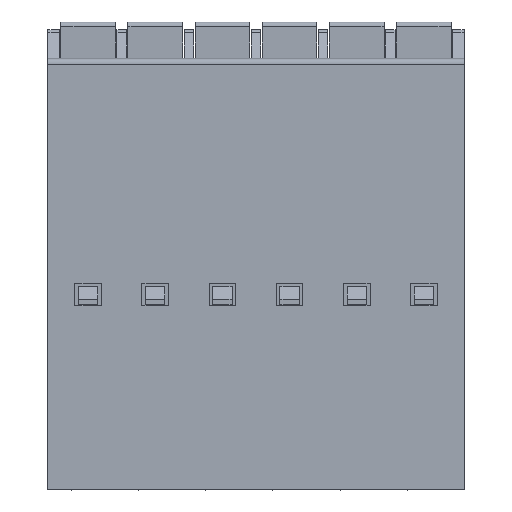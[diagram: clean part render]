
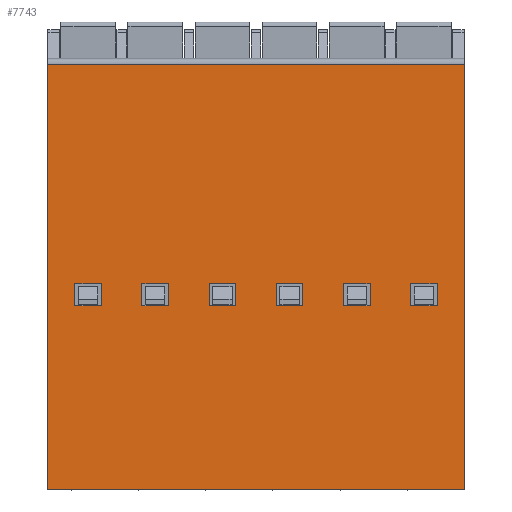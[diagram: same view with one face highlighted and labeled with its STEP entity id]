
A CAD part, front view. The second image highlights one B-rep face of the part: STEP entity #7743.
In plain terms, the highlighted planar face has unit normal (0, -1, 0).
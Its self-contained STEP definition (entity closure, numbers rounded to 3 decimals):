
#109=CARTESIAN_POINT('',(-0.7,-2.05,-12.9));
#110=VERTEX_POINT('',#109);
#117=CARTESIAN_POINT('',(0.7,-2.05,-12.9));
#118=VERTEX_POINT('',#117);
#119=CARTESIAN_POINT('',(0.7,-2.05,-12.9));
#120=DIRECTION('',(-1.,0.,0.));
#121=VECTOR('',#120,1.4);
#122=LINE('',#119,#121);
#123=EDGE_CURVE('',#118,#110,#122,.T.);
#141=CARTESIAN_POINT('',(0.7,-2.05,-11.75));
#142=VERTEX_POINT('',#141);
#143=CARTESIAN_POINT('',(0.7,-2.05,-11.75));
#144=DIRECTION('',(0.,0.,-1.));
#145=VECTOR('',#144,1.15);
#146=LINE('',#143,#145);
#147=EDGE_CURVE('',#142,#118,#146,.T.);
#165=CARTESIAN_POINT('',(-0.7,-2.05,-11.75));
#166=VERTEX_POINT('',#165);
#167=CARTESIAN_POINT('',(-0.7,-2.05,-11.75));
#168=DIRECTION('',(1.,0.,0.));
#169=VECTOR('',#168,1.4);
#170=LINE('',#167,#169);
#171=EDGE_CURVE('',#166,#142,#170,.T.);
#189=CARTESIAN_POINT('',(-0.7,-2.05,-12.9));
#190=DIRECTION('',(0.,0.,1.));
#191=VECTOR('',#190,1.15);
#192=LINE('',#189,#191);
#193=EDGE_CURVE('',#110,#166,#192,.T.);
#454=CARTESIAN_POINT('',(-2.1,-2.05,-0.3));
#455=VERTEX_POINT('',#454);
#463=CARTESIAN_POINT('',(-2.1,-2.05,-22.5));
#464=VERTEX_POINT('',#463);
#465=CARTESIAN_POINT('',(-2.1,-2.05,-22.5));
#466=DIRECTION('',(0.,0.,1.));
#467=VECTOR('',#466,22.2);
#468=LINE('',#465,#467);
#469=EDGE_CURVE('',#464,#455,#468,.T.);
#494=CARTESIAN_POINT('',(19.6,-2.05,-22.5));
#495=VERTEX_POINT('',#494);
#502=CARTESIAN_POINT('',(19.6,-2.05,-22.5));
#503=DIRECTION('',(-1.,0.,0.));
#504=VECTOR('',#503,21.7);
#505=LINE('',#502,#504);
#506=EDGE_CURVE('',#495,#464,#505,.T.);
#7544=CARTESIAN_POINT('',(8.75,-2.05,-11.4));
#7545=DIRECTION('',(0.,0.,-1.));
#7546=DIRECTION('',(0.,-1.,0.));
#7547=AXIS2_PLACEMENT_3D('',#7544,#7546,#7545);
#7548=PLANE('',#7547);
#7549=CARTESIAN_POINT('',(19.6,-2.05,-0.3));
#7550=VERTEX_POINT('',#7549);
#7551=CARTESIAN_POINT('',(19.6,-2.05,-22.5));
#7552=DIRECTION('',(0.,0.,1.));
#7553=VECTOR('',#7552,22.2);
#7554=LINE('',#7551,#7553);
#7555=EDGE_CURVE('',#495,#7550,#7554,.T.);
#7556=ORIENTED_EDGE('',*,*,#7555,.T.);
#7557=CARTESIAN_POINT('',(19.6,-2.05,-0.3));
#7558=DIRECTION('',(-1.,0.,0.));
#7559=VECTOR('',#7558,21.7);
#7560=LINE('',#7557,#7559);
#7561=EDGE_CURVE('',#7550,#455,#7560,.T.);
#7562=ORIENTED_EDGE('',*,*,#7561,.T.);
#7563=ORIENTED_EDGE('',*,*,#469,.F.);
#7564=ORIENTED_EDGE('',*,*,#506,.F.);
#7565=EDGE_LOOP('',(#7556,#7562,#7563,#7564));
#7566=FACE_OUTER_BOUND('',#7565,.T.);
#7567=ORIENTED_EDGE('',*,*,#171,.T.);
#7568=ORIENTED_EDGE('',*,*,#147,.T.);
#7569=ORIENTED_EDGE('',*,*,#123,.T.);
#7570=ORIENTED_EDGE('',*,*,#193,.T.);
#7571=EDGE_LOOP('',(#7567,#7568,#7569,#7570));
#7572=FACE_BOUND('',#7571,.T.);
#7573=CARTESIAN_POINT('',(13.3,-2.05,-11.75));
#7574=VERTEX_POINT('',#7573);
#7575=CARTESIAN_POINT('',(14.7,-2.05,-11.75));
#7576=VERTEX_POINT('',#7575);
#7577=CARTESIAN_POINT('',(13.3,-2.05,-11.75));
#7578=DIRECTION('',(1.,0.,0.));
#7579=VECTOR('',#7578,1.4);
#7580=LINE('',#7577,#7579);
#7581=EDGE_CURVE('',#7574,#7576,#7580,.T.);
#7582=ORIENTED_EDGE('',*,*,#7581,.T.);
#7583=CARTESIAN_POINT('',(14.7,-2.05,-12.9));
#7584=VERTEX_POINT('',#7583);
#7585=CARTESIAN_POINT('',(14.7,-2.05,-11.75));
#7586=DIRECTION('',(0.,0.,-1.));
#7587=VECTOR('',#7586,1.15);
#7588=LINE('',#7585,#7587);
#7589=EDGE_CURVE('',#7576,#7584,#7588,.T.);
#7590=ORIENTED_EDGE('',*,*,#7589,.T.);
#7591=CARTESIAN_POINT('',(13.3,-2.05,-12.9));
#7592=VERTEX_POINT('',#7591);
#7593=CARTESIAN_POINT('',(14.7,-2.05,-12.9));
#7594=DIRECTION('',(-1.,0.,0.));
#7595=VECTOR('',#7594,1.4);
#7596=LINE('',#7593,#7595);
#7597=EDGE_CURVE('',#7584,#7592,#7596,.T.);
#7598=ORIENTED_EDGE('',*,*,#7597,.T.);
#7599=CARTESIAN_POINT('',(13.3,-2.05,-12.9));
#7600=DIRECTION('',(0.,0.,1.));
#7601=VECTOR('',#7600,1.15);
#7602=LINE('',#7599,#7601);
#7603=EDGE_CURVE('',#7592,#7574,#7602,.T.);
#7604=ORIENTED_EDGE('',*,*,#7603,.T.);
#7605=EDGE_LOOP('',(#7582,#7590,#7598,#7604));
#7606=FACE_BOUND('',#7605,.T.);
#7607=CARTESIAN_POINT('',(16.8,-2.05,-11.75));
#7608=VERTEX_POINT('',#7607);
#7609=CARTESIAN_POINT('',(18.2,-2.05,-11.75));
#7610=VERTEX_POINT('',#7609);
#7611=CARTESIAN_POINT('',(16.8,-2.05,-11.75));
#7612=DIRECTION('',(1.,0.,0.));
#7613=VECTOR('',#7612,1.4);
#7614=LINE('',#7611,#7613);
#7615=EDGE_CURVE('',#7608,#7610,#7614,.T.);
#7616=ORIENTED_EDGE('',*,*,#7615,.T.);
#7617=CARTESIAN_POINT('',(18.2,-2.05,-12.9));
#7618=VERTEX_POINT('',#7617);
#7619=CARTESIAN_POINT('',(18.2,-2.05,-11.75));
#7620=DIRECTION('',(0.,0.,-1.));
#7621=VECTOR('',#7620,1.15);
#7622=LINE('',#7619,#7621);
#7623=EDGE_CURVE('',#7610,#7618,#7622,.T.);
#7624=ORIENTED_EDGE('',*,*,#7623,.T.);
#7625=CARTESIAN_POINT('',(16.8,-2.05,-12.9));
#7626=VERTEX_POINT('',#7625);
#7627=CARTESIAN_POINT('',(18.2,-2.05,-12.9));
#7628=DIRECTION('',(-1.,0.,0.));
#7629=VECTOR('',#7628,1.4);
#7630=LINE('',#7627,#7629);
#7631=EDGE_CURVE('',#7618,#7626,#7630,.T.);
#7632=ORIENTED_EDGE('',*,*,#7631,.T.);
#7633=CARTESIAN_POINT('',(16.8,-2.05,-12.9));
#7634=DIRECTION('',(0.,0.,1.));
#7635=VECTOR('',#7634,1.15);
#7636=LINE('',#7633,#7635);
#7637=EDGE_CURVE('',#7626,#7608,#7636,.T.);
#7638=ORIENTED_EDGE('',*,*,#7637,.T.);
#7639=EDGE_LOOP('',(#7616,#7624,#7632,#7638));
#7640=FACE_BOUND('',#7639,.T.);
#7641=CARTESIAN_POINT('',(9.8,-2.05,-11.75));
#7642=VERTEX_POINT('',#7641);
#7643=CARTESIAN_POINT('',(11.2,-2.05,-11.75));
#7644=VERTEX_POINT('',#7643);
#7645=CARTESIAN_POINT('',(9.8,-2.05,-11.75));
#7646=DIRECTION('',(1.,0.,0.));
#7647=VECTOR('',#7646,1.4);
#7648=LINE('',#7645,#7647);
#7649=EDGE_CURVE('',#7642,#7644,#7648,.T.);
#7650=ORIENTED_EDGE('',*,*,#7649,.T.);
#7651=CARTESIAN_POINT('',(11.2,-2.05,-12.9));
#7652=VERTEX_POINT('',#7651);
#7653=CARTESIAN_POINT('',(11.2,-2.05,-11.75));
#7654=DIRECTION('',(0.,0.,-1.));
#7655=VECTOR('',#7654,1.15);
#7656=LINE('',#7653,#7655);
#7657=EDGE_CURVE('',#7644,#7652,#7656,.T.);
#7658=ORIENTED_EDGE('',*,*,#7657,.T.);
#7659=CARTESIAN_POINT('',(9.8,-2.05,-12.9));
#7660=VERTEX_POINT('',#7659);
#7661=CARTESIAN_POINT('',(11.2,-2.05,-12.9));
#7662=DIRECTION('',(-1.,0.,0.));
#7663=VECTOR('',#7662,1.4);
#7664=LINE('',#7661,#7663);
#7665=EDGE_CURVE('',#7652,#7660,#7664,.T.);
#7666=ORIENTED_EDGE('',*,*,#7665,.T.);
#7667=CARTESIAN_POINT('',(9.8,-2.05,-12.9));
#7668=DIRECTION('',(0.,0.,1.));
#7669=VECTOR('',#7668,1.15);
#7670=LINE('',#7667,#7669);
#7671=EDGE_CURVE('',#7660,#7642,#7670,.T.);
#7672=ORIENTED_EDGE('',*,*,#7671,.T.);
#7673=EDGE_LOOP('',(#7650,#7658,#7666,#7672));
#7674=FACE_BOUND('',#7673,.T.);
#7675=CARTESIAN_POINT('',(6.3,-2.05,-11.75));
#7676=VERTEX_POINT('',#7675);
#7677=CARTESIAN_POINT('',(7.7,-2.05,-11.75));
#7678=VERTEX_POINT('',#7677);
#7679=CARTESIAN_POINT('',(6.3,-2.05,-11.75));
#7680=DIRECTION('',(1.,0.,0.));
#7681=VECTOR('',#7680,1.4);
#7682=LINE('',#7679,#7681);
#7683=EDGE_CURVE('',#7676,#7678,#7682,.T.);
#7684=ORIENTED_EDGE('',*,*,#7683,.T.);
#7685=CARTESIAN_POINT('',(7.7,-2.05,-12.9));
#7686=VERTEX_POINT('',#7685);
#7687=CARTESIAN_POINT('',(7.7,-2.05,-11.75));
#7688=DIRECTION('',(0.,0.,-1.));
#7689=VECTOR('',#7688,1.15);
#7690=LINE('',#7687,#7689);
#7691=EDGE_CURVE('',#7678,#7686,#7690,.T.);
#7692=ORIENTED_EDGE('',*,*,#7691,.T.);
#7693=CARTESIAN_POINT('',(6.3,-2.05,-12.9));
#7694=VERTEX_POINT('',#7693);
#7695=CARTESIAN_POINT('',(7.7,-2.05,-12.9));
#7696=DIRECTION('',(-1.,0.,0.));
#7697=VECTOR('',#7696,1.4);
#7698=LINE('',#7695,#7697);
#7699=EDGE_CURVE('',#7686,#7694,#7698,.T.);
#7700=ORIENTED_EDGE('',*,*,#7699,.T.);
#7701=CARTESIAN_POINT('',(6.3,-2.05,-12.9));
#7702=DIRECTION('',(0.,0.,1.));
#7703=VECTOR('',#7702,1.15);
#7704=LINE('',#7701,#7703);
#7705=EDGE_CURVE('',#7694,#7676,#7704,.T.);
#7706=ORIENTED_EDGE('',*,*,#7705,.T.);
#7707=EDGE_LOOP('',(#7684,#7692,#7700,#7706));
#7708=FACE_BOUND('',#7707,.T.);
#7709=CARTESIAN_POINT('',(2.8,-2.05,-11.75));
#7710=VERTEX_POINT('',#7709);
#7711=CARTESIAN_POINT('',(4.2,-2.05,-11.75));
#7712=VERTEX_POINT('',#7711);
#7713=CARTESIAN_POINT('',(2.8,-2.05,-11.75));
#7714=DIRECTION('',(1.,0.,0.));
#7715=VECTOR('',#7714,1.4);
#7716=LINE('',#7713,#7715);
#7717=EDGE_CURVE('',#7710,#7712,#7716,.T.);
#7718=ORIENTED_EDGE('',*,*,#7717,.T.);
#7719=CARTESIAN_POINT('',(4.2,-2.05,-12.9));
#7720=VERTEX_POINT('',#7719);
#7721=CARTESIAN_POINT('',(4.2,-2.05,-11.75));
#7722=DIRECTION('',(0.,0.,-1.));
#7723=VECTOR('',#7722,1.15);
#7724=LINE('',#7721,#7723);
#7725=EDGE_CURVE('',#7712,#7720,#7724,.T.);
#7726=ORIENTED_EDGE('',*,*,#7725,.T.);
#7727=CARTESIAN_POINT('',(2.8,-2.05,-12.9));
#7728=VERTEX_POINT('',#7727);
#7729=CARTESIAN_POINT('',(4.2,-2.05,-12.9));
#7730=DIRECTION('',(-1.,0.,0.));
#7731=VECTOR('',#7730,1.4);
#7732=LINE('',#7729,#7731);
#7733=EDGE_CURVE('',#7720,#7728,#7732,.T.);
#7734=ORIENTED_EDGE('',*,*,#7733,.T.);
#7735=CARTESIAN_POINT('',(2.8,-2.05,-12.9));
#7736=DIRECTION('',(0.,0.,1.));
#7737=VECTOR('',#7736,1.15);
#7738=LINE('',#7735,#7737);
#7739=EDGE_CURVE('',#7728,#7710,#7738,.T.);
#7740=ORIENTED_EDGE('',*,*,#7739,.T.);
#7741=EDGE_LOOP('',(#7718,#7726,#7734,#7740));
#7742=FACE_BOUND('',#7741,.T.);
#7743=ADVANCED_FACE('',(#7566,#7572,#7606,#7640,#7674,#7708,#7742),#7548,.T.);
